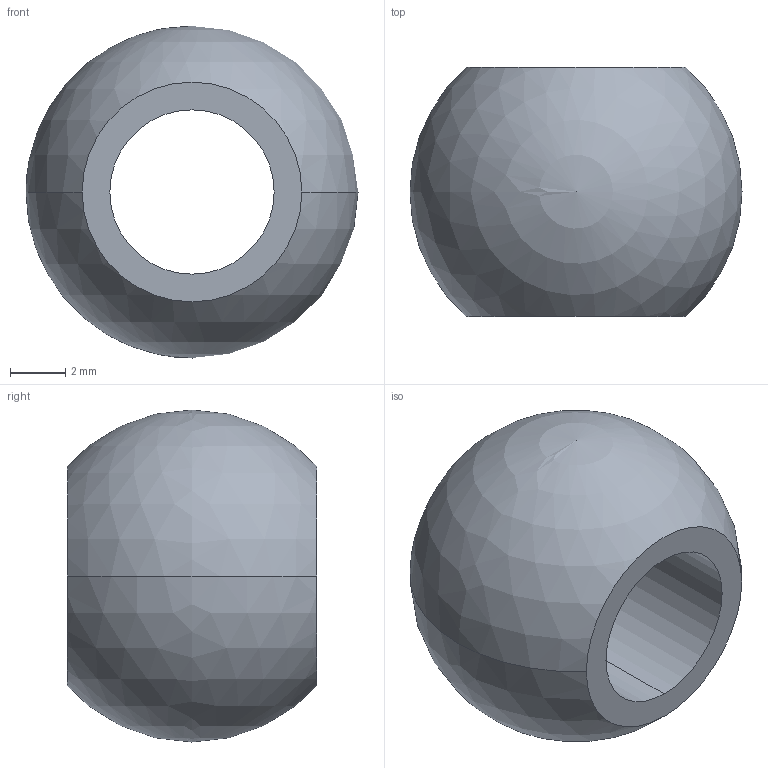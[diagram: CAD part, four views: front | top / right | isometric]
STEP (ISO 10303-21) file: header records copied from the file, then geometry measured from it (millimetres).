
FILE_DESCRIPTION (( 'STEP AP214' ), '1' );
FILE_NAME ('Part7.STEP', '2019-06-07T17:03:22', ( '' ), ( '' ), 'SwSTEP 2.0', 'SolidWorks 2018', '' );
FILE_SCHEMA (( 'AUTOMOTIVE_DESIGN' ));
Length unit declared in the file: millimetre
Products named in the file (1): Part7
Bounding box: 12 x 9 x 12 mm (x, y, z)
Volume: 567.5 mm3; surface area: 541.1 mm2
Topology: 1 solids, 1 shells, 7 faces, 21 edges, 13 vertices
Faces by surface type: cylinder 2, sphere 2, cone 2, plane 1
Entity records: 244 total; most frequent: DIRECTION 44, CARTESIAN_POINT 34, ORIENTED_EDGE 32, AXIS2_PLACEMENT_3D 20, EDGE_CURVE 16, CIRCLE 12, VERTEX_POINT 10, EDGE_LOOP 8
